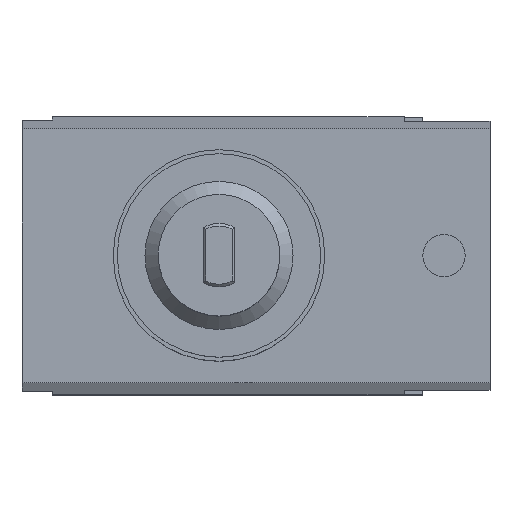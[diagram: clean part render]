
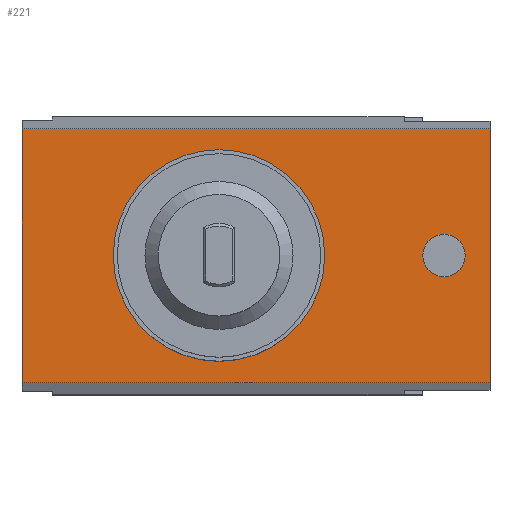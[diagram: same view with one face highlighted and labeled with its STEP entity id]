
A CAD part, top view. The second image highlights one B-rep face of the part: STEP entity #221.
In plain terms, the highlighted planar face has unit normal (0, 0, 1).
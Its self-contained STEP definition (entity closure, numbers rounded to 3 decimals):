
#82=FACE_BOUND('',#426,.T.);
#83=FACE_BOUND('',#427,.T.);
#84=FACE_BOUND('',#428,.T.);
#156=CIRCLE('',#1482,8.);
#157=CIRCLE('',#1483,40.);
#221=ADVANCED_FACE('',(#82,#83,#84),#312,.F.);
#312=PLANE('',#1484);
#426=EDGE_LOOP('',(#792,#793,#794,#795));
#427=EDGE_LOOP('',(#796));
#428=EDGE_LOOP('',(#797));
#576=LINE('',#2200,#671);
#577=LINE('',#2203,#672);
#578=LINE('',#2205,#673);
#579=LINE('',#2207,#674);
#671=VECTOR('',#1728,1.);
#672=VECTOR('',#1729,1.);
#673=VECTOR('',#1730,1.);
#674=VECTOR('',#1731,1.);
#792=ORIENTED_EDGE('',*,*,#1286,.F.);
#793=ORIENTED_EDGE('',*,*,#1287,.T.);
#794=ORIENTED_EDGE('',*,*,#1288,.T.);
#795=ORIENTED_EDGE('',*,*,#1289,.F.);
#796=ORIENTED_EDGE('',*,*,#1290,.T.);
#797=ORIENTED_EDGE('',*,*,#1291,.F.);
#1154=VERTEX_POINT('',#2201);
#1155=VERTEX_POINT('',#2202);
#1156=VERTEX_POINT('',#2204);
#1157=VERTEX_POINT('',#2206);
#1158=VERTEX_POINT('',#2209);
#1159=VERTEX_POINT('',#2211);
#1286=EDGE_CURVE('',#1154,#1155,#576,.T.);
#1287=EDGE_CURVE('',#1154,#1156,#577,.T.);
#1288=EDGE_CURVE('',#1156,#1157,#578,.T.);
#1289=EDGE_CURVE('',#1155,#1157,#579,.T.);
#1290=EDGE_CURVE('',#1158,#1158,#156,.T.);
#1291=EDGE_CURVE('',#1159,#1159,#157,.T.);
#1482=AXIS2_PLACEMENT_3D('',#2208,#1732,#1733);
#1483=AXIS2_PLACEMENT_3D('',#2210,#1734,#1735);
#1484=AXIS2_PLACEMENT_3D('',#2212,#1736,#1737);
#1728=DIRECTION('',(-1.,0.,0.));
#1729=DIRECTION('',(0.,1.,0.));
#1730=DIRECTION('',(-1.,0.,0.));
#1731=DIRECTION('',(0.,1.,0.));
#1732=DIRECTION('',(0.,0.,-1.));
#1733=DIRECTION('',(0.,-1.,0.));
#1734=DIRECTION('',(0.,0.,1.));
#1735=DIRECTION('',(-1.,0.,0.));
#1736=DIRECTION('',(0.,0.,-1.));
#1737=DIRECTION('',(1.,0.,0.));
#2200=CARTESIAN_POINT('',(173.343,-48.,0.));
#2201=CARTESIAN_POINT('',(102.5,-48.,0.));
#2202=CARTESIAN_POINT('',(-74.5,-48.,0.));
#2203=CARTESIAN_POINT('',(102.5,-52.5,0.));
#2204=CARTESIAN_POINT('',(102.5,48.,0.));
#2205=CARTESIAN_POINT('',(173.343,48.,0.));
#2206=CARTESIAN_POINT('',(-74.5,48.,0.));
#2207=CARTESIAN_POINT('',(-74.5,-52.5,0.));
#2208=CARTESIAN_POINT('',(85.1,0.,0.));
#2209=CARTESIAN_POINT('',(85.1,-8.,0.));
#2210=CARTESIAN_POINT('',(0.,0.,0.));
#2211=CARTESIAN_POINT('',(-40.,0.,0.));
#2212=CARTESIAN_POINT('',(102.5,-52.5,0.));
